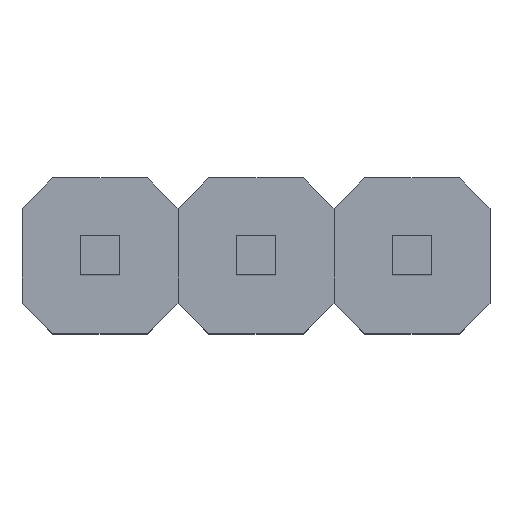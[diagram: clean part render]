
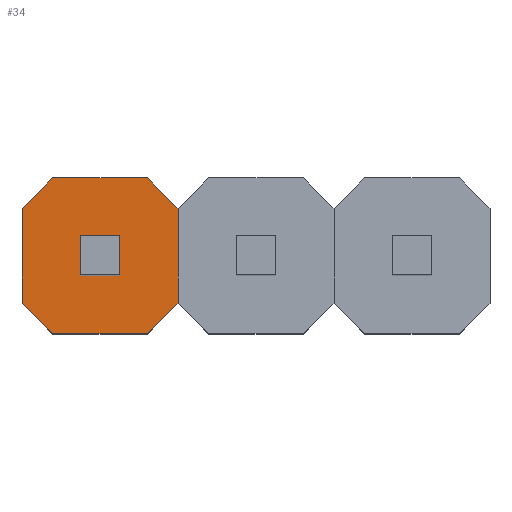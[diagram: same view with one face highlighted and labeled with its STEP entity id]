
A CAD part, top view. The second image highlights one B-rep face of the part: STEP entity #34.
In plain terms, the highlighted planar face has unit normal (0, 0, 1).
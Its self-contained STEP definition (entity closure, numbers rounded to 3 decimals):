
#10 = VERTEX_POINT ( 'NONE', #450 ) ;
#11 = EDGE_CURVE ( 'NONE', #10, #15, #449, .T. ) ;
#15 = VERTEX_POINT ( 'NONE', #440 ) ;
#27 = ORIENTED_EDGE ( 'NONE', *, *, #35, .T. ) ;
#28 = EDGE_CURVE ( 'NONE', #40, #244, #483, .T. ) ;
#29 = ORIENTED_EDGE ( 'NONE', *, *, #28, .T. ) ;
#30 = EDGE_CURVE ( 'NONE', #53, #36, #479, .T. ) ;
#31 = ORIENTED_EDGE ( 'NONE', *, *, #240, .T. ) ;
#32 = ORIENTED_EDGE ( 'NONE', *, *, #33, .T. ) ;
#33 = EDGE_CURVE ( 'NONE', #200, #10, #626, .T. ) ;
#34 = ADVANCED_FACE ( 'NONE', ( #622 ), #649, .T. ) ;
#35 = EDGE_CURVE ( 'NONE', #36, #40, #591, .T. ) ;
#36 = VERTEX_POINT ( 'NONE', #608 ) ;
#40 = VERTEX_POINT ( 'NONE', #586 ) ;
#53 = VERTEX_POINT ( 'NONE', #666 ) ;
#55 = EDGE_CURVE ( 'NONE', #56, #53, #665, .T. ) ;
#56 = VERTEX_POINT ( 'NONE', #661 ) ;
#58 = EDGE_LOOP ( 'NONE', ( #62, #64, #63, #66, #27, #29, #31, #32 ) ) ;
#61 = EDGE_CURVE ( 'NONE', #15, #56, #686, .T. ) ;
#62 = ORIENTED_EDGE ( 'NONE', *, *, #11, .T. ) ;
#63 = ORIENTED_EDGE ( 'NONE', *, *, #55, .T. ) ;
#64 = ORIENTED_EDGE ( 'NONE', *, *, #61, .T. ) ;
#66 = ORIENTED_EDGE ( 'NONE', *, *, #30, .T. ) ;
#200 = VERTEX_POINT ( 'NONE', #1238 ) ;
#240 = EDGE_CURVE ( 'NONE', #244, #200, #1120, .T. ) ;
#244 = VERTEX_POINT ( 'NONE', #1114 ) ;
#440 = CARTESIAN_POINT ( 'NONE',  ( 0.77, -1.27, 2.54 ) ) ;
#446 = DIRECTION ( 'NONE',  ( 1., 0., 0. ) ) ;
#447 = VECTOR ( 'NONE', #446, 1000. ) ;
#448 = CARTESIAN_POINT ( 'NONE',  ( -1.27, -1.27, 2.54 ) ) ;
#449 = LINE ( 'NONE', #448, #447 ) ;
#450 = CARTESIAN_POINT ( 'NONE',  ( -0.77, -1.27, 2.54 ) ) ;
#476 = DIRECTION ( 'NONE',  ( -0.707, 0.707, 0. ) ) ;
#477 = VECTOR ( 'NONE', #476, 1000. ) ;
#478 = CARTESIAN_POINT ( 'NONE',  ( -0.25, 2.29, 2.54 ) ) ;
#479 = LINE ( 'NONE', #478, #477 ) ;
#480 = DIRECTION ( 'NONE',  ( -0.707, -0.707, 0. ) ) ;
#481 = VECTOR ( 'NONE', #480, 1000. ) ;
#482 = CARTESIAN_POINT ( 'NONE',  ( -1.02, 1.02, 2.54 ) ) ;
#483 = LINE ( 'NONE', #482, #481 ) ;
#586 = CARTESIAN_POINT ( 'NONE',  ( -0.77, 1.27, 2.54 ) ) ;
#591 = LINE ( 'NONE', #611, #610 ) ;
#606 = VECTOR ( 'NONE', #624, 1000. ) ;
#608 = CARTESIAN_POINT ( 'NONE',  ( 0.77, 1.27, 2.54 ) ) ;
#609 = DIRECTION ( 'NONE',  ( -1., 0., 0. ) ) ;
#610 = VECTOR ( 'NONE', #609, 1000. ) ;
#611 = CARTESIAN_POINT ( 'NONE',  ( -1.27, 1.27, 2.54 ) ) ;
#622 = FACE_OUTER_BOUND ( 'NONE', #58, .T. ) ;
#624 = DIRECTION ( 'NONE',  ( 0.707, -0.707, 0. ) ) ;
#626 = LINE ( 'NONE', #629, #606 ) ;
#629 = CARTESIAN_POINT ( 'NONE',  ( -2.29, 0.25, 2.54 ) ) ;
#645 = DIRECTION ( 'NONE',  ( 1., 0., 0. ) ) ;
#646 = DIRECTION ( 'NONE',  ( 0., 0., 1. ) ) ;
#647 = CARTESIAN_POINT ( 'NONE',  ( -1.27, 1.27, 2.54 ) ) ;
#648 = AXIS2_PLACEMENT_3D ( 'NONE', #647, #646, #645 ) ;
#649 = PLANE ( 'NONE',  #648 ) ;
#661 = CARTESIAN_POINT ( 'NONE',  ( 1.27, -0.77, 2.54 ) ) ;
#662 = DIRECTION ( 'NONE',  ( 0., 1., 0. ) ) ;
#663 = VECTOR ( 'NONE', #662, 1000. ) ;
#664 = CARTESIAN_POINT ( 'NONE',  ( 1.27, 1.27, 2.54 ) ) ;
#665 = LINE ( 'NONE', #664, #663 ) ;
#666 = CARTESIAN_POINT ( 'NONE',  ( 1.27, 0.77, 2.54 ) ) ;
#683 = DIRECTION ( 'NONE',  ( 0.707, 0.707, 0. ) ) ;
#684 = VECTOR ( 'NONE', #683, 1000. ) ;
#685 = CARTESIAN_POINT ( 'NONE',  ( 1.02, -1.02, 2.54 ) ) ;
#686 = LINE ( 'NONE', #685, #684 ) ;
#1114 = CARTESIAN_POINT ( 'NONE',  ( -1.27, 0.77, 2.54 ) ) ;
#1117 = DIRECTION ( 'NONE',  ( 0., -1., 0. ) ) ;
#1118 = VECTOR ( 'NONE', #1117, 1000. ) ;
#1119 = CARTESIAN_POINT ( 'NONE',  ( -1.27, 1.27, 2.54 ) ) ;
#1120 = LINE ( 'NONE', #1119, #1118 ) ;
#1238 = CARTESIAN_POINT ( 'NONE',  ( -1.27, -0.77, 2.54 ) ) ;
